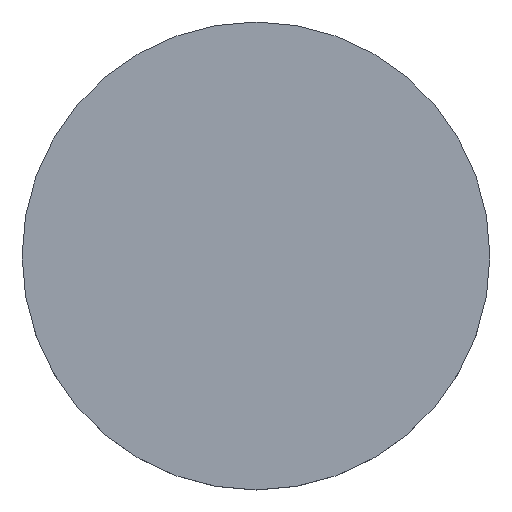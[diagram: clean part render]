
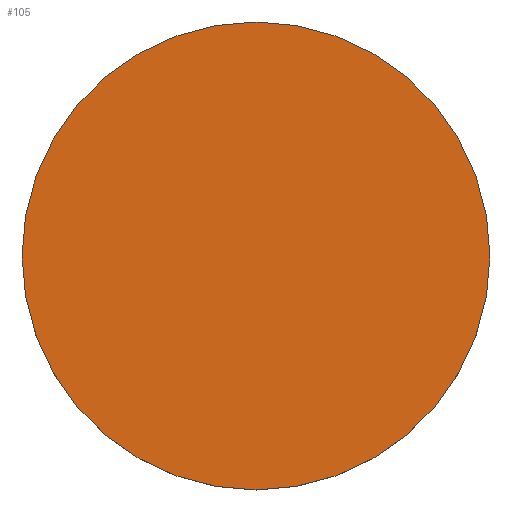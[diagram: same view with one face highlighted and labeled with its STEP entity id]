
A CAD part, top view. The second image highlights one B-rep face of the part: STEP entity #105.
In plain terms, the highlighted planar face has unit normal (0, 0, 1).
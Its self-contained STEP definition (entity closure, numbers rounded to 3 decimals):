
#4 = ORIENTED_EDGE ( 'NONE', *, *, #162, .F. ) ;
#41 = DIRECTION ( 'NONE',  ( 0., 0., -1. ) ) ;
#52 = AXIS2_PLACEMENT_3D ( 'NONE', #227, #183, #122 ) ;
#53 = ORIENTED_EDGE ( 'NONE', *, *, #176, .F. ) ;
#57 = EDGE_LOOP ( 'NONE', ( #53, #4 ) ) ;
#66 = AXIS2_PLACEMENT_3D ( 'NONE', #136, #41, #86 ) ;
#73 = VERTEX_POINT ( 'NONE', #75 ) ;
#75 = CARTESIAN_POINT ( 'NONE',  ( -12.7, 0., 2.8 ) ) ;
#86 = DIRECTION ( 'NONE',  ( 1., 0., 0. ) ) ;
#104 = CIRCLE ( 'NONE', #52, 12.7 ) ;
#105 = ADVANCED_FACE ( 'NONE', ( #161 ), #214, .T. ) ;
#113 = CARTESIAN_POINT ( 'NONE',  ( 0., 26.112, 2.8 ) ) ;
#122 = DIRECTION ( 'NONE',  ( 1., 0., 0. ) ) ;
#135 = VERTEX_POINT ( 'NONE', #204 ) ;
#136 = CARTESIAN_POINT ( 'NONE',  ( 0., 0., 2.8 ) ) ;
#137 = CIRCLE ( 'NONE', #66, 12.7 ) ;
#161 = FACE_OUTER_BOUND ( 'NONE', #57, .T. ) ;
#162 = EDGE_CURVE ( 'NONE', #73, #135, #104, .T. ) ;
#163 = DIRECTION ( 'NONE',  ( 1., 0., 0. ) ) ;
#176 = EDGE_CURVE ( 'NONE', #135, #73, #137, .T. ) ;
#180 = AXIS2_PLACEMENT_3D ( 'NONE', #113, #233, #163 ) ;
#183 = DIRECTION ( 'NONE',  ( 0., 0., -1. ) ) ;
#204 = CARTESIAN_POINT ( 'NONE',  ( 12.7, 0., 2.8 ) ) ;
#214 = PLANE ( 'NONE',  #180 ) ;
#227 = CARTESIAN_POINT ( 'NONE',  ( 0., 0., 2.8 ) ) ;
#233 = DIRECTION ( 'NONE',  ( 0., 0., 1. ) ) ;
